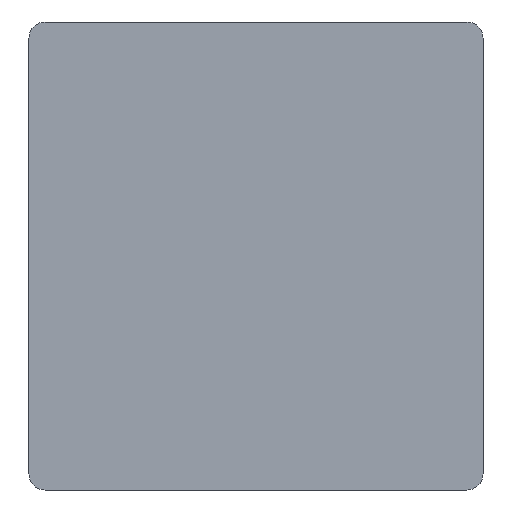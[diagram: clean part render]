
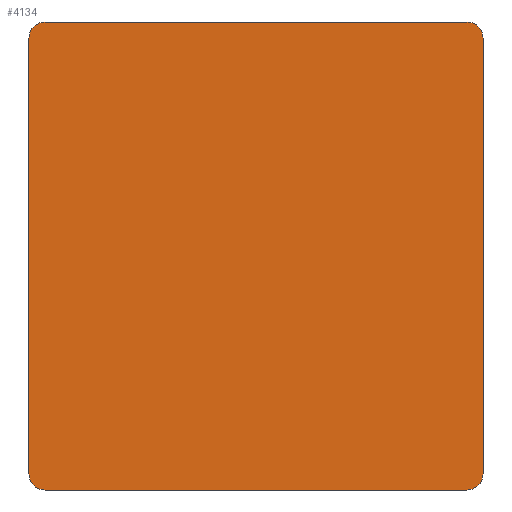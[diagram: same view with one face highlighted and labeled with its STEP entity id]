
A CAD part, front view. The second image highlights one B-rep face of the part: STEP entity #4134.
In plain terms, the highlighted free-form (B-spline) face has degree [1, 1] with [2, 2] control points.
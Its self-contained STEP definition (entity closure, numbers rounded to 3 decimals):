
#3995 = VERTEX_POINT('',#3996);
#3996 = CARTESIAN_POINT('',(-94.661,0.,97.683));
#4011 = VERTEX_POINT('',#4012);
#4012 = CARTESIAN_POINT('',(-94.661,0.,-83.945));
#4017 = EDGE_CURVE('',#4011,#3995,#4018,.T.);
#4018 = B_SPLINE_CURVE_WITH_KNOTS('',1,(#4019,#4020),.UNSPECIFIED.,.F.,
  .F.,(2,2),(-176.924,-6.35),.PIECEWISE_BEZIER_KNOTS.);
#4019 = CARTESIAN_POINT('',(-94.661,0.,-83.945));
#4020 = CARTESIAN_POINT('',(-94.661,0.,97.683));
#4031 = VERTEX_POINT('',#4032);
#4032 = CARTESIAN_POINT('',(87.899,0.,104.444));
#4047 = VERTEX_POINT('',#4048);
#4048 = CARTESIAN_POINT('',(-87.899,0.,104.444));
#4053 = EDGE_CURVE('',#4047,#4031,#4054,.T.);
#4054 = B_SPLINE_CURVE_WITH_KNOTS('',1,(#4055,#4056),.UNSPECIFIED.,.F.,
  .F.,(2,2),(6.35,171.45),.PIECEWISE_BEZIER_KNOTS.);
#4055 = CARTESIAN_POINT('',(-87.899,0.,104.444));
#4056 = CARTESIAN_POINT('',(87.899,0.,104.444));
#4067 = VERTEX_POINT('',#4068);
#4068 = CARTESIAN_POINT('',(94.661,0.,-83.945));
#4083 = VERTEX_POINT('',#4084);
#4084 = CARTESIAN_POINT('',(94.661,0.,97.683));
#4089 = EDGE_CURVE('',#4083,#4067,#4090,.T.);
#4090 = B_SPLINE_CURVE_WITH_KNOTS('',1,(#4091,#4092),.UNSPECIFIED.,.F.,
  .F.,(2,2),(6.35,176.924),.PIECEWISE_BEZIER_KNOTS.);
#4091 = CARTESIAN_POINT('',(94.661,0.,97.683));
#4092 = CARTESIAN_POINT('',(94.661,0.,-83.945));
#4103 = VERTEX_POINT('',#4104);
#4104 = CARTESIAN_POINT('',(-87.899,0.,-90.706));
#4119 = VERTEX_POINT('',#4120);
#4120 = CARTESIAN_POINT('',(87.899,0.,-90.706));
#4125 = EDGE_CURVE('',#4119,#4103,#4126,.T.);
#4126 = B_SPLINE_CURVE_WITH_KNOTS('',1,(#4127,#4128),.UNSPECIFIED.,.F.,
  .F.,(2,2),(-171.45,-6.35),.PIECEWISE_BEZIER_KNOTS.);
#4127 = CARTESIAN_POINT('',(87.899,0.,-90.706));
#4128 = CARTESIAN_POINT('',(-87.899,0.,-90.706));
#4134 = ADVANCED_FACE('',(#4135),#4165,.T.);
#4135 = FACE_BOUND('',#4136,.T.);
#4136 = EDGE_LOOP('',(#4137,#4138,#4144,#4145,#4151,#4152,#4158,#4159));
#4137 = ORIENTED_EDGE('',*,*,#4017,.F.);
#4138 = ORIENTED_EDGE('',*,*,#4139,.T.);
#4139 = EDGE_CURVE('',#4011,#4103,#4140,.T.);
#4140 = ( BOUNDED_CURVE() B_SPLINE_CURVE(2,(#4141,#4142,#4143),
.UNSPECIFIED.,.F.,.F.) B_SPLINE_CURVE_WITH_KNOTS((3,3),(4.712,
6.283),.PIECEWISE_BEZIER_KNOTS.) CURVE() 
GEOMETRIC_REPRESENTATION_ITEM() RATIONAL_B_SPLINE_CURVE((1.,
0.707,1.)) REPRESENTATION_ITEM('') );
#4141 = CARTESIAN_POINT('',(-94.661,0.,-83.945));
#4142 = CARTESIAN_POINT('',(-94.661,0.,-90.706));
#4143 = CARTESIAN_POINT('',(-87.899,0.,-90.706));
#4144 = ORIENTED_EDGE('',*,*,#4125,.F.);
#4145 = ORIENTED_EDGE('',*,*,#4146,.T.);
#4146 = EDGE_CURVE('',#4119,#4067,#4147,.T.);
#4147 = ( BOUNDED_CURVE() B_SPLINE_CURVE(2,(#4148,#4149,#4150),
.UNSPECIFIED.,.F.,.F.) B_SPLINE_CURVE_WITH_KNOTS((3,3),(0.,
1.571),.PIECEWISE_BEZIER_KNOTS.) CURVE() 
GEOMETRIC_REPRESENTATION_ITEM() RATIONAL_B_SPLINE_CURVE((1.,
0.707,1.)) REPRESENTATION_ITEM('') );
#4148 = CARTESIAN_POINT('',(87.899,0.,-90.706));
#4149 = CARTESIAN_POINT('',(94.661,0.,-90.706));
#4150 = CARTESIAN_POINT('',(94.661,0.,-83.945));
#4151 = ORIENTED_EDGE('',*,*,#4089,.F.);
#4152 = ORIENTED_EDGE('',*,*,#4153,.T.);
#4153 = EDGE_CURVE('',#4083,#4031,#4154,.T.);
#4154 = ( BOUNDED_CURVE() B_SPLINE_CURVE(2,(#4155,#4156,#4157),
.UNSPECIFIED.,.F.,.F.) B_SPLINE_CURVE_WITH_KNOTS((3,3),(1.571,
3.142),.PIECEWISE_BEZIER_KNOTS.) CURVE() 
GEOMETRIC_REPRESENTATION_ITEM() RATIONAL_B_SPLINE_CURVE((1.,
0.707,1.)) REPRESENTATION_ITEM('') );
#4155 = CARTESIAN_POINT('',(94.661,0.,97.683));
#4156 = CARTESIAN_POINT('',(94.661,0.,104.444));
#4157 = CARTESIAN_POINT('',(87.899,0.,104.444));
#4158 = ORIENTED_EDGE('',*,*,#4053,.F.);
#4159 = ORIENTED_EDGE('',*,*,#4160,.T.);
#4160 = EDGE_CURVE('',#4047,#3995,#4161,.T.);
#4161 = ( BOUNDED_CURVE() B_SPLINE_CURVE(2,(#4162,#4163,#4164),
.UNSPECIFIED.,.F.,.F.) B_SPLINE_CURVE_WITH_KNOTS((3,3),(3.142,
4.712),.PIECEWISE_BEZIER_KNOTS.) CURVE() 
GEOMETRIC_REPRESENTATION_ITEM() RATIONAL_B_SPLINE_CURVE((1.,
0.707,1.)) REPRESENTATION_ITEM('') );
#4162 = CARTESIAN_POINT('',(-87.899,0.,104.444));
#4163 = CARTESIAN_POINT('',(-94.661,0.,104.444));
#4164 = CARTESIAN_POINT('',(-94.661,0.,97.683));
#4165 = B_SPLINE_SURFACE_WITH_KNOTS('',1,1,(
    (#4166,#4167)
    ,(#4168,#4169
    )),.UNSPECIFIED.,.F.,.F.,.F.,(2,2),(2,2),(-98.088,
    85.186),(-88.9,88.9),.PIECEWISE_BEZIER_KNOTS.);
#4166 = CARTESIAN_POINT('',(-94.661,0.,104.444));
#4167 = CARTESIAN_POINT('',(94.661,0.,104.444));
#4168 = CARTESIAN_POINT('',(-94.661,0.,-90.706));
#4169 = CARTESIAN_POINT('',(94.661,0.,-90.706));
